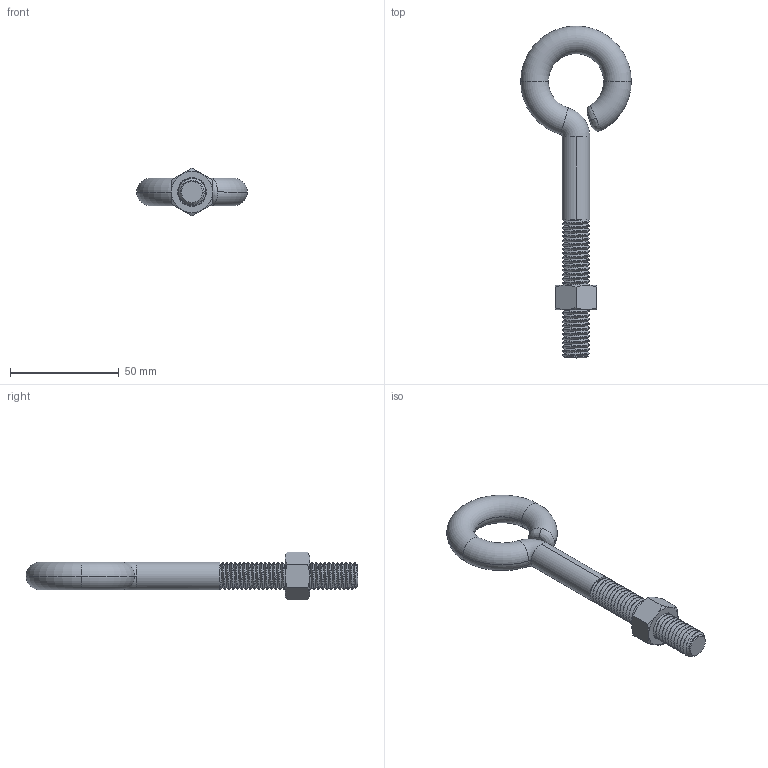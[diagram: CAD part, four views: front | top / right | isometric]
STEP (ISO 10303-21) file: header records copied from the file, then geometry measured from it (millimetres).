
FILE_DESCRIPTION (( 'STEP AP203' ), '1' );
FILE_NAME ('9489T39.step', '2014-06-03T12:58:24', ( 't2jrg' ), ( '' ), 'SwSTEP 2.0', 'SolidWorks 2010', '' );
FILE_SCHEMA (( 'CONFIG_CONTROL_DESIGN' ));
Length unit declared in the file: inch
Products named in the file (1): 9489T39
Bounding box: 50.8 x 152.4 x 22 mm (x, y, z)
Volume: 28243.9 mm3; surface area: 11861.8 mm2
Topology: 2 solids, 2 shells, 111 faces, 302 edges, 195 vertices
Faces by surface type: cylinder 68, cone 19, plane 11, torus 8, bspline 5
Entity records: 10738 total; most frequent: CARTESIAN_POINT 8302, ORIENTED_EDGE 604, DIRECTION 397, EDGE_CURVE 302, VERTEX_POINT 195, AXIS2_PLACEMENT_3D 158, EDGE_LOOP 113, ADVANCED_FACE 111
